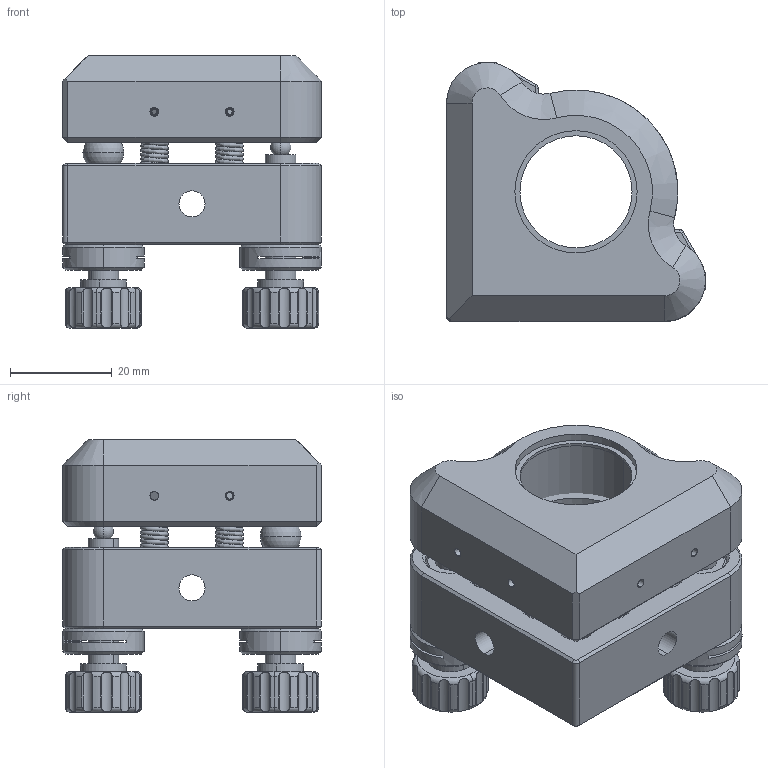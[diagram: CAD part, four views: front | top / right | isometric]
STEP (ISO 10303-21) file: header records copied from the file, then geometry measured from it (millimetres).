
FILE_DESCRIPTION (( 'STEP AP203' ), '1' );
FILE_NAME ('04IMT-1.STEP', '2023-04-26T07:05:24', ( '' ), ( '' ), 'SwSTEP 2.0', 'SolidWorks 2022', '' );
FILE_SCHEMA (( 'CONFIG_CONTROL_DESIGN' ));
Length unit declared in the file: millimetre
Products named in the file (1): 04IMT-1
Bounding box: 50.8 x 50.8 x 53.5 mm (x, y, z)
Surface area: 22726.2 mm2 (no closed solid volume)
Topology: 0 solids, 32 shells, 423 faces, 1240 edges, 833 vertices
Faces by surface type: cylinder 210, plane 114, cone 74, torus 11, bspline 8, sphere 6
Entity records: 28527 total; most frequent: CARTESIAN_POINT 17433, DIRECTION 2302, ORIENTED_EDGE 2195, EDGE_CURVE 1225, AXIS2_PLACEMENT_3D 881, VERTEX_POINT 824, VECTOR 540, LINE 540
